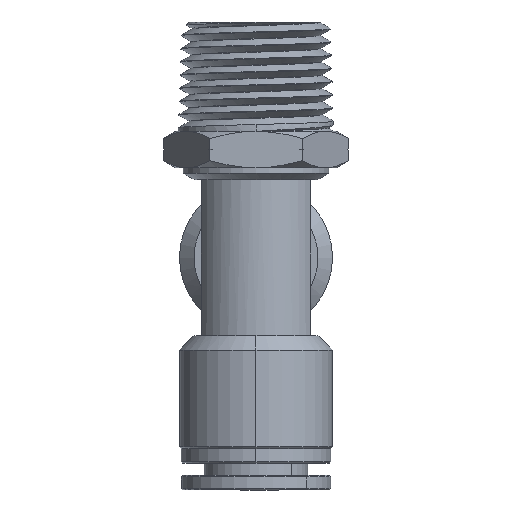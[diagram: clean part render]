
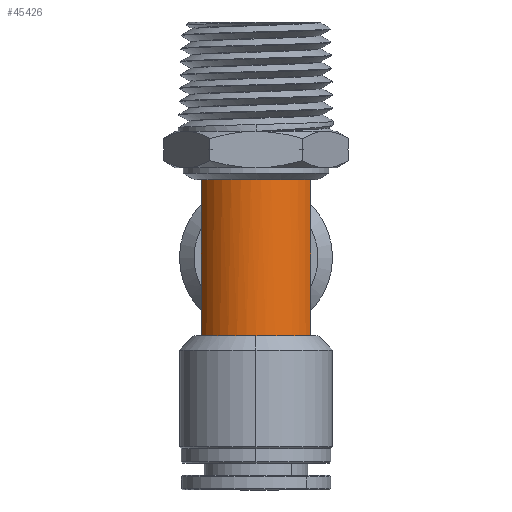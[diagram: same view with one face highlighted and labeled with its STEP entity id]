
A CAD part, front view. The second image highlights one B-rep face of the part: STEP entity #45426.
In plain terms, the highlighted cylindrical face has radius 8.5 mm (diameter 17 mm), a partial arc.
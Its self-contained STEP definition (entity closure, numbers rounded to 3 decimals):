
#2481 = EDGE_CURVE ( 'NONE', #13403, #29952, #22417, .T. ) ;
#2654 = CARTESIAN_POINT ( 'NONE',  ( 0., -8.5, -21.4 ) ) ;
#5972 = CYLINDRICAL_SURFACE ( 'NONE', #40100, 8.5 ) ;
#7812 = CARTESIAN_POINT ( 'NONE',  ( 0., 0., -21.4 ) ) ;
#10540 = DIRECTION ( 'NONE',  ( 0., 0., -1. ) ) ;
#12420 = DIRECTION ( 'NONE',  ( 0., 0., 1. ) ) ;
#12605 = AXIS2_PLACEMENT_3D ( 'NONE', #44200, #19776, #48359 ) ;
#13162 = EDGE_CURVE ( 'NONE', #40286, #29952, #24597, .T. ) ;
#13403 = VERTEX_POINT ( 'NONE', #43428 ) ;
#15683 = AXIS2_PLACEMENT_3D ( 'NONE', #20921, #49520, #25010 ) ;
#17692 = LINE ( 'NONE', #36835, #38078 ) ;
#17902 = CARTESIAN_POINT ( 'NONE',  ( -7.5, -4., 0. ) ) ;
#18722 = ORIENTED_EDGE ( 'NONE', *, *, #25167, .T. ) ;
#19776 = DIRECTION ( 'NONE',  ( 0., 0., 1. ) ) ;
#20857 = CARTESIAN_POINT ( 'NONE',  ( -7.5, -4., -21.4 ) ) ;
#20921 = CARTESIAN_POINT ( 'NONE',  ( 0., 0., -21.4 ) ) ;
#22417 = CIRCLE ( 'NONE', #38715, 8.5 ) ;
#22773 = ORIENTED_EDGE ( 'NONE', *, *, #37224, .T. ) ;
#24597 = LINE ( 'NONE', #20857, #45047 ) ;
#25010 = DIRECTION ( 'NONE',  ( 1., 0., 0. ) ) ;
#25167 = EDGE_CURVE ( 'NONE', #40286, #34887, #48338, .T. ) ;
#28255 = DIRECTION ( 'NONE',  ( 1., 0., 0. ) ) ;
#29585 = ORIENTED_EDGE ( 'NONE', *, *, #47403, .T. ) ;
#29952 = VERTEX_POINT ( 'NONE', #17902 ) ;
#30891 = ORIENTED_EDGE ( 'NONE', *, *, #13162, .F. ) ;
#32230 = ORIENTED_EDGE ( 'NONE', *, *, #2481, .T. ) ;
#34887 = VERTEX_POINT ( 'NONE', #2654 ) ;
#34931 = CARTESIAN_POINT ( 'NONE',  ( 0., 0., 0. ) ) ;
#36835 = CARTESIAN_POINT ( 'NONE',  ( 7.5, -4., -21.4 ) ) ;
#37140 = CARTESIAN_POINT ( 'NONE',  ( -7.5, -4., -21.4 ) ) ;
#37224 = EDGE_CURVE ( 'NONE', #34887, #45010, #47188, .T. ) ;
#38078 = VECTOR ( 'NONE', #12420, 1000. ) ;
#38715 = AXIS2_PLACEMENT_3D ( 'NONE', #34931, #10540, #39030 ) ;
#39030 = DIRECTION ( 'NONE',  ( 1., 0., 0. ) ) ;
#40100 = AXIS2_PLACEMENT_3D ( 'NONE', #7812, #52597, #28255 ) ;
#40286 = VERTEX_POINT ( 'NONE', #37140 ) ;
#41516 = DIRECTION ( 'NONE',  ( 0., 0., 1. ) ) ;
#43428 = CARTESIAN_POINT ( 'NONE',  ( 7.5, -4., 0. ) ) ;
#44200 = CARTESIAN_POINT ( 'NONE',  ( 0., 0., -21.4 ) ) ;
#45010 = VERTEX_POINT ( 'NONE', #45465 ) ;
#45047 = VECTOR ( 'NONE', #41516, 1000. ) ;
#45426 = ADVANCED_FACE ( 'NONE', ( #48422 ), #5972, .T. ) ;
#45465 = CARTESIAN_POINT ( 'NONE',  ( 7.5, -4., -21.4 ) ) ;
#47188 = CIRCLE ( 'NONE', #15683, 8.5 ) ;
#47403 = EDGE_CURVE ( 'NONE', #45010, #13403, #17692, .T. ) ;
#48338 = CIRCLE ( 'NONE', #12605, 8.5 ) ;
#48359 = DIRECTION ( 'NONE',  ( 1., 0., 0. ) ) ;
#48422 = FACE_OUTER_BOUND ( 'NONE', #50995, .T. ) ;
#49520 = DIRECTION ( 'NONE',  ( 0., 0., 1. ) ) ;
#50995 = EDGE_LOOP ( 'NONE', ( #32230, #30891, #18722, #22773, #29585 ) ) ;
#52597 = DIRECTION ( 'NONE',  ( 0., 0., 1. ) ) ;
